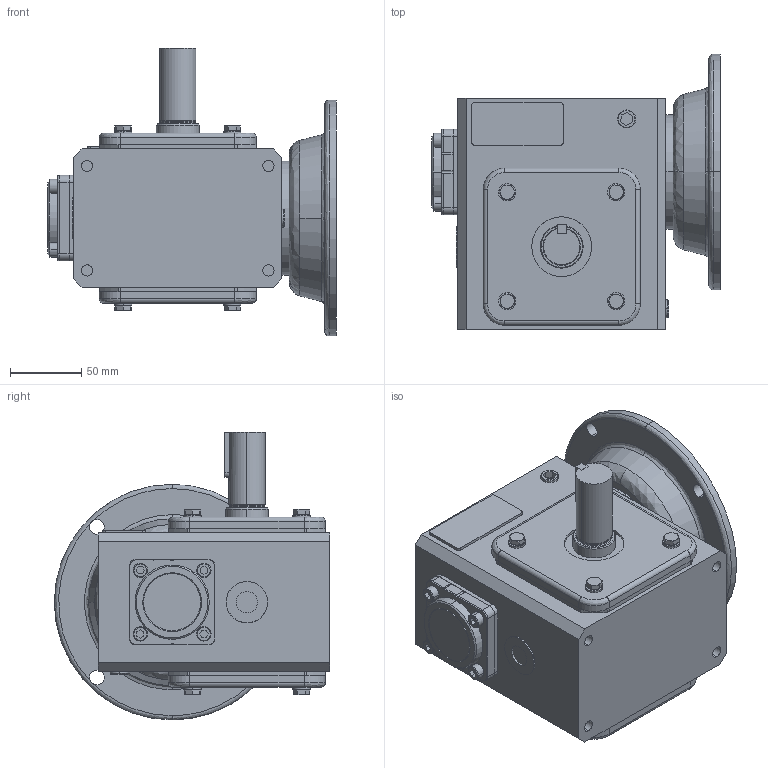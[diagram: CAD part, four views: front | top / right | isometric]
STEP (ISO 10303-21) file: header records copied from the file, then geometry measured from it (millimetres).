
FILE_DESCRIPTION (( 'STEP AP214' ), '1' );
FILE_NAME ('WG-206-015-L.step', '2017-11-20T19:12:38', ( '' ), ( '' ), 'SwSTEP 2.0', 'SolidWorks 2017', '' );
FILE_SCHEMA (( 'AUTOMOTIVE_DESIGN' ));
Length unit declared in the file: inch
Products named in the file (1): WG-206-015-L
Bounding box: 202 x 192.81 x 201.63 mm (x, y, z)
Volume: 2775776.1 mm3; surface area: 269807.2 mm2
Topology: 44 solids, 44 shells, 619 faces, 1389 edges, 892 vertices
Faces by surface type: plane 303, cylinder 188, cone 95, bspline 33
Entity records: 22439 total; most frequent: CARTESIAN_POINT 8063, DIRECTION 2896, ORIENTED_EDGE 2778, EDGE_CURVE 1389, AXIS2_PLACEMENT_3D 1093, VERTEX_POINT 892, LINE 710, VECTOR 710
